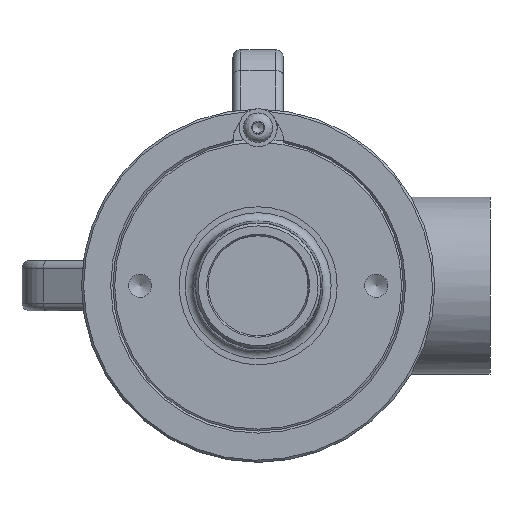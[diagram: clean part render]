
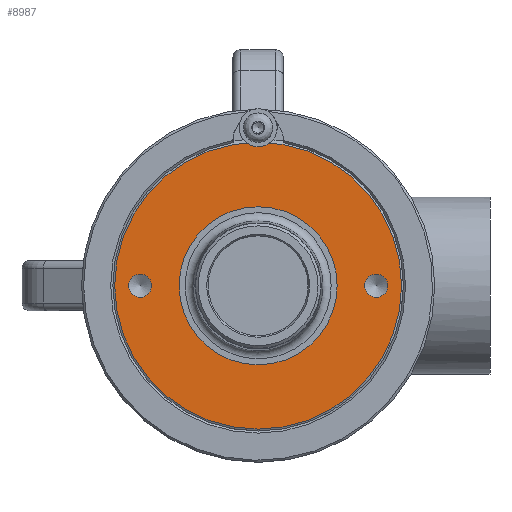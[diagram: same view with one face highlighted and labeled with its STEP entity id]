
A CAD part, left-side view. The second image highlights one B-rep face of the part: STEP entity #8987.
In plain terms, the highlighted planar face has unit normal (-1, 0, 0).
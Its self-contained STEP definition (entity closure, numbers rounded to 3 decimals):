
#90=FACE_BOUND('',#1579,.T.);
#91=FACE_BOUND('',#1580,.T.);
#92=FACE_BOUND('',#1581,.T.);
#590=PLANE('',#9656);
#1016=FACE_OUTER_BOUND('',#1578,.T.);
#1578=EDGE_LOOP('',(#7837,#7838));
#1579=EDGE_LOOP('',(#7839,#7840));
#1580=EDGE_LOOP('',(#7841,#7842));
#1581=EDGE_LOOP('',(#7843,#7844));
#1988=CIRCLE('',#9644,4.35);
#1989=CIRCLE('',#9645,4.35);
#1992=CIRCLE('',#9650,4.35);
#1993=CIRCLE('',#9651,4.35);
#1995=CIRCLE('',#9654,29.75);
#1996=CIRCLE('',#9655,29.75);
#1997=CIRCLE('',#9657,54.);
#1998=CIRCLE('',#9658,54.);
#4179=VERTEX_POINT('',#73042);
#4180=VERTEX_POINT('',#73044);
#4184=VERTEX_POINT('',#73055);
#4185=VERTEX_POINT('',#73057);
#4187=VERTEX_POINT('',#73063);
#4188=VERTEX_POINT('',#73065);
#4189=VERTEX_POINT('',#73069);
#4190=VERTEX_POINT('',#73070);
#5424=EDGE_CURVE('',#4180,#4179,#1988,.T.);
#5425=EDGE_CURVE('',#4179,#4180,#1989,.T.);
#5430=EDGE_CURVE('',#4185,#4184,#1992,.T.);
#5431=EDGE_CURVE('',#4184,#4185,#1993,.T.);
#5434=EDGE_CURVE('',#4188,#4187,#1995,.T.);
#5435=EDGE_CURVE('',#4187,#4188,#1996,.T.);
#5436=EDGE_CURVE('',#4189,#4190,#1997,.T.);
#5437=EDGE_CURVE('',#4190,#4189,#1998,.T.);
#7837=ORIENTED_EDGE('',*,*,#5436,.F.);
#7838=ORIENTED_EDGE('',*,*,#5437,.F.);
#7839=ORIENTED_EDGE('',*,*,#5424,.T.);
#7840=ORIENTED_EDGE('',*,*,#5425,.T.);
#7841=ORIENTED_EDGE('',*,*,#5430,.T.);
#7842=ORIENTED_EDGE('',*,*,#5431,.T.);
#7843=ORIENTED_EDGE('',*,*,#5434,.T.);
#7844=ORIENTED_EDGE('',*,*,#5435,.T.);
#8987=ADVANCED_FACE('',(#1016,#90,#91,#92),#590,.T.);
#9644=AXIS2_PLACEMENT_3D('',#73045,#11330,#11331);
#9645=AXIS2_PLACEMENT_3D('',#73046,#11332,#11333);
#9650=AXIS2_PLACEMENT_3D('',#73058,#11344,#11345);
#9651=AXIS2_PLACEMENT_3D('',#73059,#11346,#11347);
#9654=AXIS2_PLACEMENT_3D('',#73066,#11353,#11354);
#9655=AXIS2_PLACEMENT_3D('',#73067,#11355,#11356);
#9656=AXIS2_PLACEMENT_3D('',#73068,#11357,#11358);
#9657=AXIS2_PLACEMENT_3D('',#73071,#11359,#11360);
#9658=AXIS2_PLACEMENT_3D('',#73072,#11361,#11362);
#11330=DIRECTION('center_axis',(1.,0.,0.));
#11331=DIRECTION('ref_axis',(0.,0.,-1.));
#11332=DIRECTION('center_axis',(1.,0.,0.));
#11333=DIRECTION('ref_axis',(0.,0.,-1.));
#11344=DIRECTION('center_axis',(1.,0.,0.));
#11345=DIRECTION('ref_axis',(0.,0.,1.));
#11346=DIRECTION('center_axis',(1.,0.,0.));
#11347=DIRECTION('ref_axis',(0.,0.,1.));
#11353=DIRECTION('center_axis',(1.,0.,0.));
#11354=DIRECTION('ref_axis',(0.,-1.,0.));
#11355=DIRECTION('center_axis',(1.,0.,0.));
#11356=DIRECTION('ref_axis',(0.,-1.,0.));
#11357=DIRECTION('center_axis',(-1.,0.,0.));
#11358=DIRECTION('ref_axis',(0.,0.,1.));
#11359=DIRECTION('center_axis',(1.,0.,0.));
#11360=DIRECTION('ref_axis',(0.,1.,0.));
#11361=DIRECTION('center_axis',(1.,0.,0.));
#11362=DIRECTION('ref_axis',(0.,1.,0.));
#73042=CARTESIAN_POINT('',(0.05,-44.45,4.35));
#73044=CARTESIAN_POINT('',(0.05,-44.45,-4.35));
#73045=CARTESIAN_POINT('Origin',(0.05,-44.45,0.));
#73046=CARTESIAN_POINT('Origin',(0.05,-44.45,0.));
#73055=CARTESIAN_POINT('',(0.05,44.45,-4.35));
#73057=CARTESIAN_POINT('',(0.05,44.45,4.35));
#73058=CARTESIAN_POINT('Origin',(0.05,44.45,0.));
#73059=CARTESIAN_POINT('Origin',(0.05,44.45,0.));
#73063=CARTESIAN_POINT('',(0.05,29.75,0.));
#73065=CARTESIAN_POINT('',(0.05,-29.75,0.));
#73066=CARTESIAN_POINT('Origin',(0.05,0.,0.));
#73067=CARTESIAN_POINT('Origin',(0.05,0.,0.));
#73068=CARTESIAN_POINT('Origin',(0.05,27.,0.));
#73069=CARTESIAN_POINT('',(0.05,54.,0.));
#73070=CARTESIAN_POINT('',(0.05,-54.,0.));
#73071=CARTESIAN_POINT('Origin',(0.05,0.,0.));
#73072=CARTESIAN_POINT('Origin',(0.05,0.,0.));
